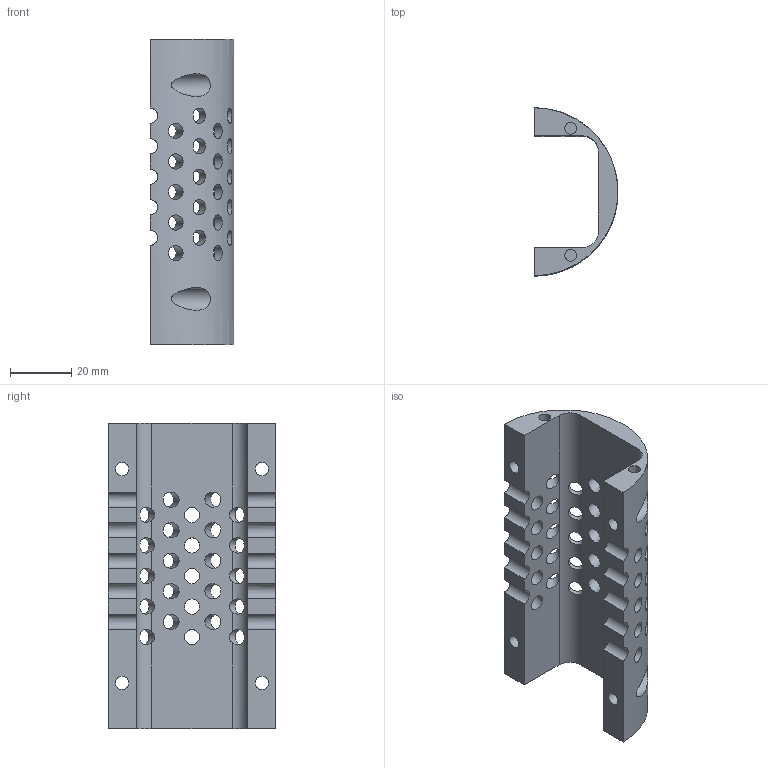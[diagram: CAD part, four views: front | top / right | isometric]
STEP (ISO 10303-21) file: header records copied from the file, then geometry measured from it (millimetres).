
FILE_DESCRIPTION(/* description */ ('STEP AP242','CAx-IF Rec.Pracs.---Representation and Presentation of Product Manufacturing Information (PMI)---4.0---2014-10-13','CAx-IF Rec.Pracs.---3D Tessellated Geometry---0.4---2014-09-14','2;1'),/* implementation_level */ '2;1');
FILE_NAME(/* name */ '65a0c758f8c48951a29cbc5b',/* time_stamp */ '2024-01-12T05:00:08Z',/* author */ (''),/* organization */ (''),/* preprocessor_version */ 'ST-DEVELOPER v19.4',/* originating_system */ ' ',/* authorisation */ ' ');
FILE_SCHEMA (('AP242_MANAGED_MODEL_BASED_3D_ENGINEERING_MIM_LF { 1 0 10303 442 1 1 4 }'));
Length unit declared in the file: metre
Products named in the file (1): USB spool tube side A
Bounding box: 27.5 x 55 x 100 mm (x, y, z)
Volume: 34580.5 mm3; surface area: 22162 mm2
Topology: 1 solids, 1 shells, 95 faces, 332 edges, 227 vertices
Faces by surface type: cylinder 70, plane 25
Full cylindrical faces by diameter (mm): 3.85 x4, 4.3 x4, 5 x45, 7.5 x4
Entity records: 3801 total; most frequent: CARTESIAN_POINT 1280, ORIENTED_EDGE 476, DIRECTION 432, EDGE_CURVE 238, EDGE_LOOP 238, FACE_BOUND 238, VERTEX_POINT 190, AXIS2_PLACEMENT_3D 177
